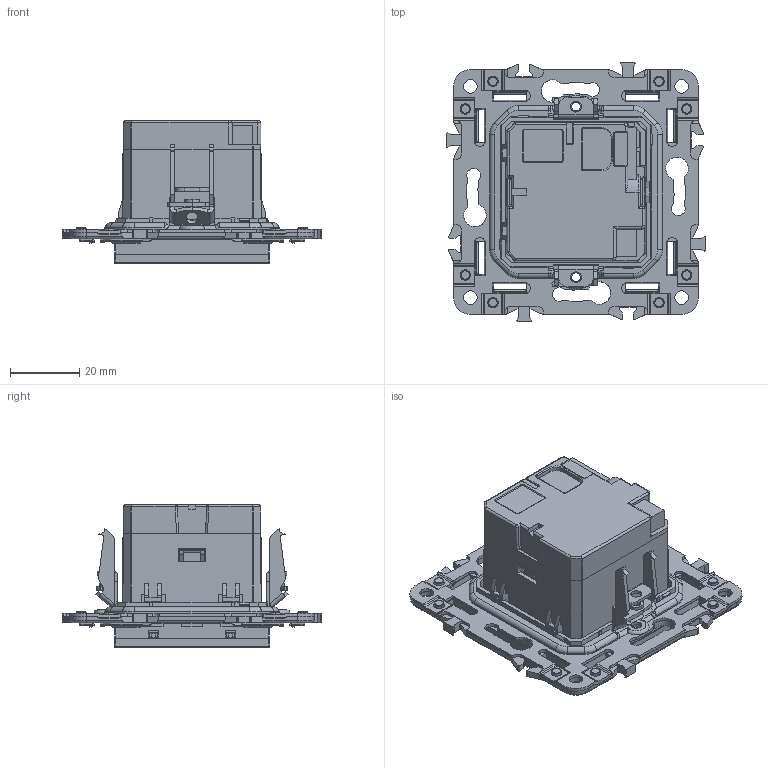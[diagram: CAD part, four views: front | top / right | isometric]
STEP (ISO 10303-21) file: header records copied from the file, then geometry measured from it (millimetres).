
FILE_DESCRIPTION (( 'STEP AP203' ), '1' );
FILE_NAME ('SKANDY Ðîç. USB A+C.STEP', '2025-02-16T19:21:18', ( '' ), ( '' ), 'SwSTEP 2.0', 'SolidWorks 2022', '' );
FILE_SCHEMA (( 'CONFIG_CONTROL_DESIGN' ));
Length unit declared in the file: millimetre
Products named in the file (1): SKANDY Роз. USB A+C
Bounding box: 74.7 x 74.7 x 41.15 mm (x, y, z)
Volume: 63095 mm3; surface area: 45148.9 mm2
Topology: 9 solids, 9 shells, 2613 faces, 7383 edges, 4747 vertices
Faces by surface type: plane 1488, cylinder 855, torus 135, cone 76, bspline 51, sphere 8
Entity records: 85505 total; most frequent: CARTESIAN_POINT 17698, ORIENTED_EDGE 14728, DIRECTION 13765, EDGE_CURVE 7364, LINE 5125, VECTOR 5125, VERTEX_POINT 4747, AXIS2_PLACEMENT_3D 4320
